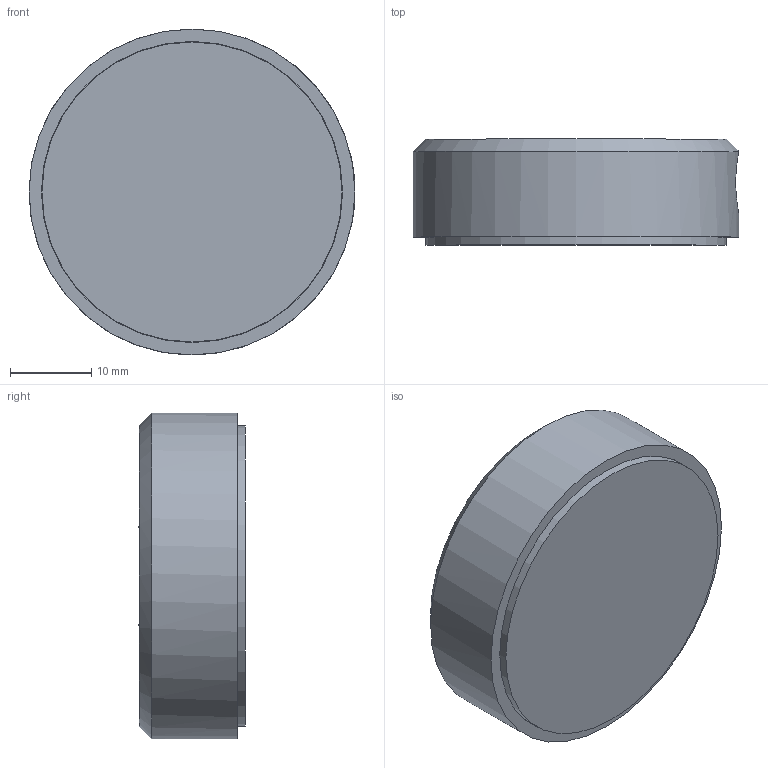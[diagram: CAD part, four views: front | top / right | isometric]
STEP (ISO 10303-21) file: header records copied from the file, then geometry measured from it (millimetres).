
FILE_DESCRIPTION(/* description */ ('STEP AP214'),/* implementation_level */ '2;1');
FILE_NAME(/* name */ 'S104001.step',/* time_stamp */ '2025-11-18T11:06:38-05:00',/* author */ (''),/* organization */ (''),/* preprocessor_version */ 'ST-DEVELOPER v20.1',/* originating_system */ 'Autodesk Translation Framework v14.21.0.0',/* authorisation */ '');
FILE_SCHEMA (('AUTOMOTIVE_DESIGN { 1 0 10303 214 3 1 1 }'));
Length unit declared in the file: inch
Products named in the file (1): S104001
Bounding box: 40.01 x 13.07 x 40.01 mm (x, y, z)
Volume: 15127.8 mm3; surface area: 7444 mm2
Topology: 2 solids, 2 shells, 31 faces, 56 edges, 36 vertices
Faces by surface type: cylinder 14, plane 11, cone 5, sphere 1
Full cylindrical faces by diameter (mm): 2.5 x3, 3 x3, 4.2 x1, 4.762 x1, 5 x1, 36.83 x1, 36.957 x1, 40.005 x1
Entity records: 827 total; most frequent: CARTESIAN_POINT 160, DIRECTION 141, ORIENTED_EDGE 104, AXIS2_PLACEMENT_3D 61, EDGE_CURVE 52, EDGE_LOOP 42, VERTEX_POINT 36, FACE_OUTER_BOUND 31
